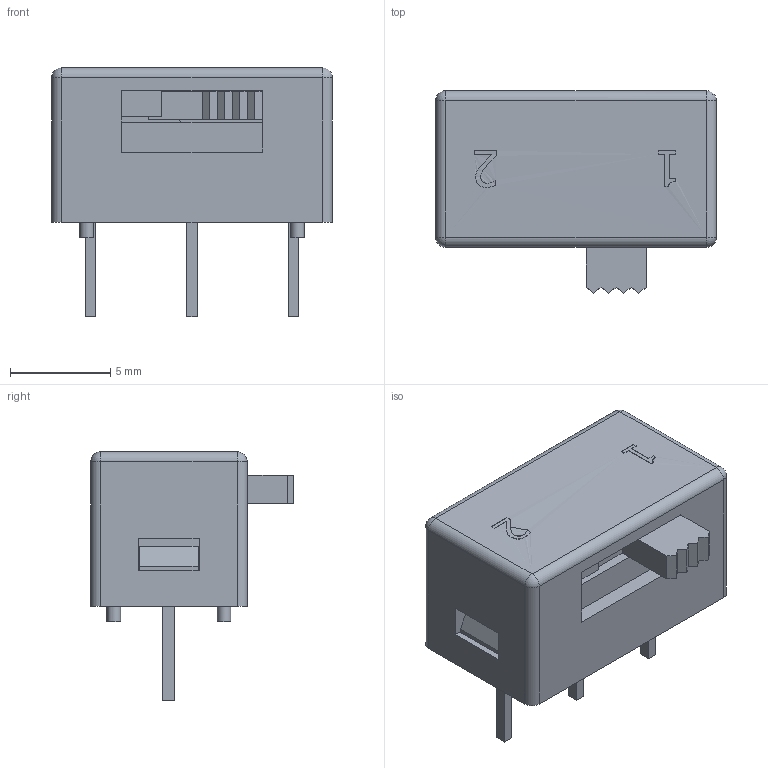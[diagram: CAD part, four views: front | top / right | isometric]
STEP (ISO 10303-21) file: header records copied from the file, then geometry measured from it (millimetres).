
FILE_DESCRIPTION((' '),'2;1');
FILE_NAME('600SPxS3M3x.stp','2017-08-01T13:04:23',(' '),(' '),' ','ACIS',' ');
FILE_SCHEMA(('CONFIG_CONTROL_DESIGN'));
Length unit declared in the file: inch
Products named in the file (1): 600SPxS3M3x.stp
Bounding box: 14 x 10.1 x 12.42 mm (x, y, z)
Volume: 651.4 mm3; surface area: 1138.7 mm2
Topology: 1 solids, 1 shells, 164 faces, 411 edges, 260 vertices
Faces by surface type: plane 132, cylinder 15, bspline 13, sphere 4
Full cylindrical faces by diameter (mm): 0.68 x4, 2.43 x1
Entity records: 4958 total; most frequent: CARTESIAN_POINT 1031, ORIENTED_EDGE 804, DIRECTION 713, EDGE_CURVE 402, VECTOR 347, LINE 347, VERTEX_POINT 258, EDGE_LOOP 189
